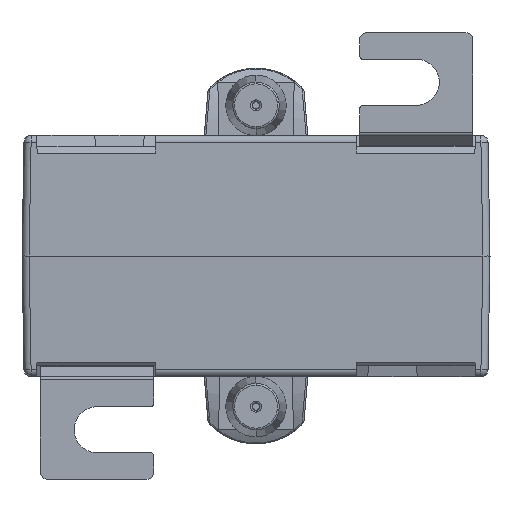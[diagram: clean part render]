
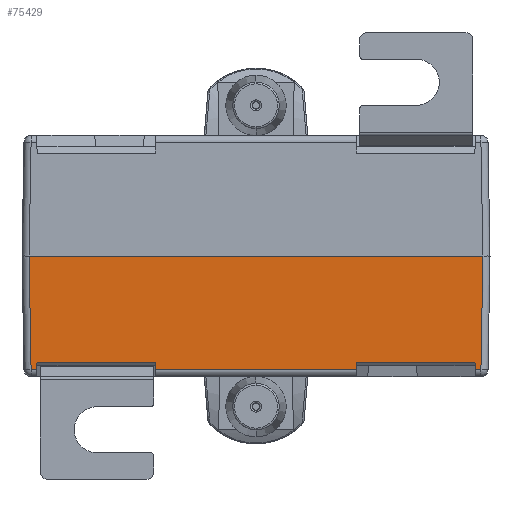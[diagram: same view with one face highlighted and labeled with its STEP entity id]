
A CAD part, front view. The second image highlights one B-rep face of the part: STEP entity #75429.
In plain terms, the highlighted planar face has unit normal (0, -1, -0.018).
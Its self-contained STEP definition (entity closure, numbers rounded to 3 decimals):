
#8065=DIRECTION('',(1.,0.,0.));
#8066=VECTOR('',#8065,64.);
#8067=CARTESIAN_POINT('',(-32.,-34.5,0.));
#8068=LINE('',#8067,#8066);
#8097=DIRECTION('',(0.017,-0.017,1.));
#8098=VECTOR('',#8097,16.022);
#8099=CARTESIAN_POINT('',(31.721,-34.22,
-16.017));
#8100=LINE('',#8099,#8098);
#8101=DIRECTION('',(-1.,0.,0.));
#8102=VECTOR('',#8101,0.82);
#8103=CARTESIAN_POINT('',(31.721,-34.22,
-16.017));
#8104=LINE('',#8103,#8102);
#8105=DIRECTION('',(1.,0.,0.));
#8106=VECTOR('',#8105,16.667);
#8107=CARTESIAN_POINT('',(14.217,-34.238,
-15.));
#8108=LINE('',#8107,#8106);
#8109=DIRECTION('',(-1.,0.,0.));
#8110=VECTOR('',#8109,28.398);
#8111=CARTESIAN_POINT('',(14.199,-34.22,
-16.017));
#8112=LINE('',#8111,#8110);
#8113=DIRECTION('',(1.,0.,0.));
#8114=VECTOR('',#8113,16.667);
#8115=CARTESIAN_POINT('',(-30.883,-34.238,
-15.));
#8116=LINE('',#8115,#8114);
#8117=DIRECTION('',(-1.,0.,0.));
#8118=VECTOR('',#8117,0.82);
#8119=CARTESIAN_POINT('',(-30.901,-34.22,
-16.017));
#8120=LINE('',#8119,#8118);
#8121=DIRECTION('',(-0.017,-0.017,1.));
#8122=VECTOR('',#8121,16.022);
#8123=CARTESIAN_POINT('',(-31.721,-34.22,
-16.017));
#8124=LINE('',#8123,#8122);
#11991=CARTESIAN_POINT('',(30.901,-34.22,
-16.017));
#12001=DIRECTION('',(0.017,0.017,-1.));
#12002=VECTOR('',#12001,1.018);
#12003=CARTESIAN_POINT('',(30.883,-34.238,
-15.));
#12004=LINE('',#12003,#12002);
#12075=DIRECTION('',(0.017,-0.017,1.));
#12076=VECTOR('',#12075,1.018);
#12077=CARTESIAN_POINT('',(14.199,-34.22,
-16.017));
#12078=LINE('',#12077,#12076);
#12095=CARTESIAN_POINT('',(-14.199,-34.22,
-16.017));
#12105=DIRECTION('',(0.017,0.017,-1.));
#12106=VECTOR('',#12105,1.018);
#12107=CARTESIAN_POINT('',(-14.217,-34.238,
-15.));
#12108=LINE('',#12107,#12106);
#12185=CARTESIAN_POINT('',(-30.901,-34.22,
-16.017));
#12195=DIRECTION('',(0.017,-0.017,1.));
#12196=VECTOR('',#12195,1.018);
#12197=CARTESIAN_POINT('',(-30.901,-34.22,
-16.017));
#12198=LINE('',#12197,#12196);
#63438=CARTESIAN_POINT('',(14.217,-34.238,
-15.));
#63439=CARTESIAN_POINT('',(30.883,-34.238,
-15.));
#63440=VERTEX_POINT('',#63438);
#63441=VERTEX_POINT('',#63439);
#63446=CARTESIAN_POINT('',(-30.883,-34.238,
-15.));
#63447=CARTESIAN_POINT('',(-14.217,-34.238,
-15.));
#63448=VERTEX_POINT('',#63446);
#63449=VERTEX_POINT('',#63447);
#66240=VERTEX_POINT('',#12185);
#66244=CARTESIAN_POINT('',(-31.721,-34.22,
-16.017));
#66245=VERTEX_POINT('',#66244);
#66247=VERTEX_POINT('',#11991);
#66248=CARTESIAN_POINT('',(31.721,-34.22,
-16.017));
#66249=VERTEX_POINT('',#66248);
#66285=VERTEX_POINT('',#12095);
#66286=CARTESIAN_POINT('',(14.199,-34.22,
-16.017));
#66287=VERTEX_POINT('',#66286);
#70368=CARTESIAN_POINT('',(-32.,-34.5,0.));
#70369=CARTESIAN_POINT('',(32.,-34.5,0.));
#70370=VERTEX_POINT('',#70368);
#70371=VERTEX_POINT('',#70369);
#75399=CARTESIAN_POINT('',(34.147,-34.5,0.));
#75400=DIRECTION('',(0.,-1.,-0.017));
#75401=DIRECTION('',(1.,0.,0.));
#75402=AXIS2_PLACEMENT_3D('',#75399,#75400,#75401);
#75403=PLANE('',#75402);
#75404=ORIENTED_EDGE('',*,*,#75374,.T.);
#75406=ORIENTED_EDGE('',*,*,#75405,.F.);
#75408=ORIENTED_EDGE('',*,*,#75407,.T.);
#75410=ORIENTED_EDGE('',*,*,#75409,.F.);
#75412=ORIENTED_EDGE('',*,*,#75411,.F.);
#75414=ORIENTED_EDGE('',*,*,#75413,.F.);
#75416=ORIENTED_EDGE('',*,*,#75415,.T.);
#75418=ORIENTED_EDGE('',*,*,#75417,.F.);
#75420=ORIENTED_EDGE('',*,*,#75419,.F.);
#75422=ORIENTED_EDGE('',*,*,#75421,.F.);
#75424=ORIENTED_EDGE('',*,*,#75423,.T.);
#75426=ORIENTED_EDGE('',*,*,#75425,.T.);
#75427=EDGE_LOOP('',(#75404,#75406,#75408,#75410,#75412,#75414,#75416,#75418,
#75420,#75422,#75424,#75426));
#75428=FACE_OUTER_BOUND('',#75427,.F.);
#75374=EDGE_CURVE('',#70370,#70371,#8068,.T.);
#75405=EDGE_CURVE('',#66249,#70371,#8100,.T.);
#75407=EDGE_CURVE('',#66249,#66247,#8104,.T.);
#75409=EDGE_CURVE('',#63441,#66247,#12004,.T.);
#75411=EDGE_CURVE('',#63440,#63441,#8108,.T.);
#75413=EDGE_CURVE('',#66287,#63440,#12078,.T.);
#75415=EDGE_CURVE('',#66287,#66285,#8112,.T.);
#75417=EDGE_CURVE('',#63449,#66285,#12108,.T.);
#75419=EDGE_CURVE('',#63448,#63449,#8116,.T.);
#75421=EDGE_CURVE('',#66240,#63448,#12198,.T.);
#75423=EDGE_CURVE('',#66240,#66245,#8120,.T.);
#75425=EDGE_CURVE('',#66245,#70370,#8124,.T.);
#75429=ADVANCED_FACE('',(#75428),#75403,.T.);
